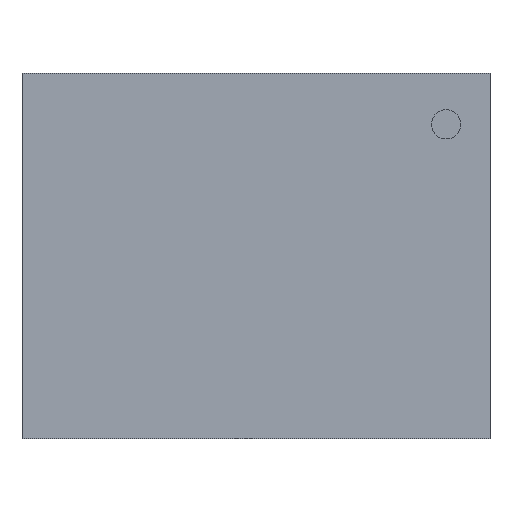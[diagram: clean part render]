
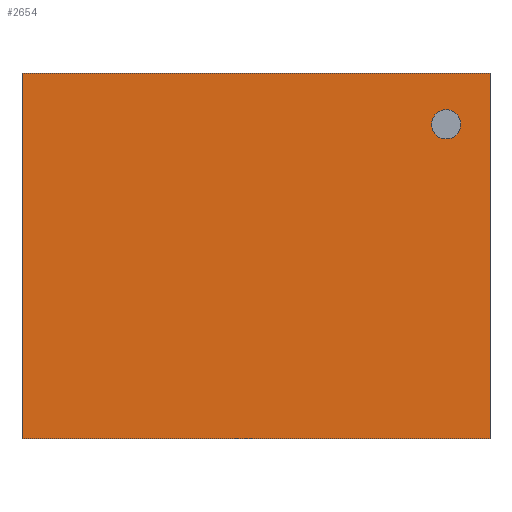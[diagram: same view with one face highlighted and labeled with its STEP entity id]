
A CAD part, left-side view. The second image highlights one B-rep face of the part: STEP entity #2654.
In plain terms, the highlighted planar face has unit normal (-1, 0, 0).
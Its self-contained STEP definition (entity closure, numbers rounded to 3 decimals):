
#185=LINE('',#4019,#482);
#306=LINE('',#4261,#603);
#309=LINE('',#4266,#606);
#310=LINE('',#4268,#607);
#482=VECTOR('',#3307,3.2);
#603=VECTOR('',#3536,2.5);
#606=VECTOR('',#3541,3.2);
#607=VECTOR('',#3544,2.5);
#711=PLANE('',#2853);
#713=FACE_BOUND('',#985,.T.);
#848=FACE_OUTER_BOUND('',#984,.T.);
#984=EDGE_LOOP('',(#2348,#2349,#2350,#2351));
#985=EDGE_LOOP('',(#2352));
#987=CIRCLE('',#2659,0.1);
#1049=VERTEX_POINT('',#3551);
#1206=VERTEX_POINT('',#4016);
#1207=VERTEX_POINT('',#4018);
#1274=VERTEX_POINT('',#4260);
#1275=VERTEX_POINT('',#4264);
#1277=EDGE_CURVE('',#1049,#1049,#987,.T.);
#1509=EDGE_CURVE('',#1207,#1206,#185,.T.);
#1630=EDGE_CURVE('',#1206,#1274,#306,.T.);
#1633=EDGE_CURVE('',#1274,#1275,#309,.T.);
#1634=EDGE_CURVE('',#1275,#1207,#310,.T.);
#2348=ORIENTED_EDGE('',*,*,#1509,.T.);
#2349=ORIENTED_EDGE('',*,*,#1630,.T.);
#2350=ORIENTED_EDGE('',*,*,#1633,.T.);
#2351=ORIENTED_EDGE('',*,*,#1634,.T.);
#2352=ORIENTED_EDGE('',*,*,#1277,.T.);
#2654=ADVANCED_FACE('',(#848,#713),#711,.F.);
#2659=AXIS2_PLACEMENT_3D('',#3552,#2860,#2861);
#2853=AXIS2_PLACEMENT_3D('',#4269,#3545,#3546);
#2860=DIRECTION('center_axis',(1.,0.,0.));
#2861=DIRECTION('ref_axis',(0.,0.,-1.));
#3307=DIRECTION('',(0.,1.,0.));
#3536=DIRECTION('',(0.,0.,-1.));
#3541=DIRECTION('',(0.,-1.,0.));
#3544=DIRECTION('',(0.,0.,1.));
#3545=DIRECTION('center_axis',(1.,0.,0.));
#3546=DIRECTION('ref_axis',(0.,0.,-1.));
#3551=CARTESIAN_POINT('',(0.,-1.3,1.));
#3552=CARTESIAN_POINT('Origin',(0.,-1.3,0.9));
#4016=CARTESIAN_POINT('',(0.,1.6,1.25));
#4018=CARTESIAN_POINT('',(0.,-1.6,1.25));
#4019=CARTESIAN_POINT('',(0.,-1.6,1.25));
#4260=CARTESIAN_POINT('',(0.,1.6,-1.25));
#4261=CARTESIAN_POINT('',(0.,1.6,1.25));
#4264=CARTESIAN_POINT('',(0.,-1.6,-1.25));
#4266=CARTESIAN_POINT('',(0.,1.6,-1.25));
#4268=CARTESIAN_POINT('',(0.,-1.6,-1.25));
#4269=CARTESIAN_POINT('Origin',(0.,0.,0.));
